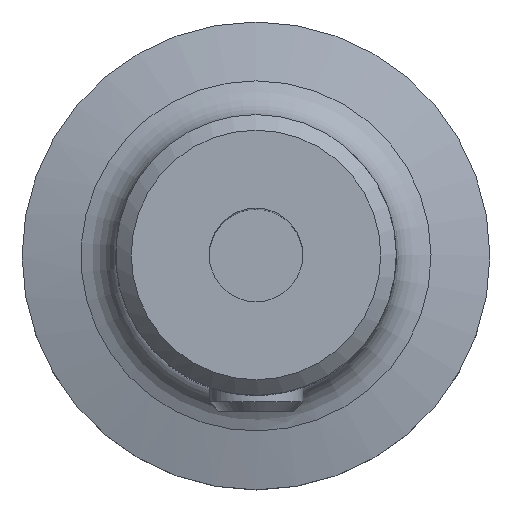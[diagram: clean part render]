
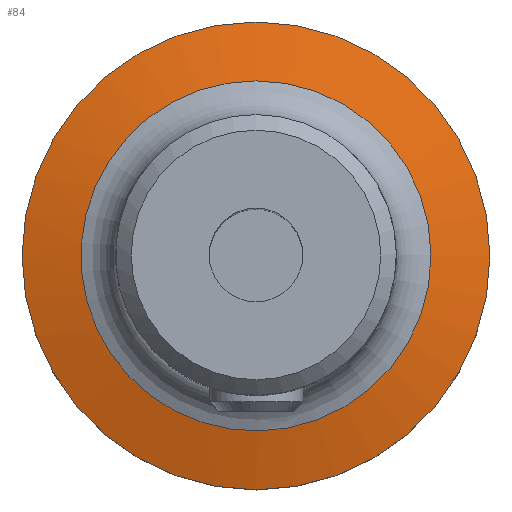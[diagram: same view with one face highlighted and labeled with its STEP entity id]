
A CAD part, top view. The second image highlights one B-rep face of the part: STEP entity #84.
In plain terms, the highlighted conical face has half-angle 75 degrees and reference radius 11.223 mm.
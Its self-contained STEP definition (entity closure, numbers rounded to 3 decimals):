
#44=CONICAL_SURFACE('',#339,11.224,75.);
#84=ADVANCED_FACE('',(#129,#130),#44,.T.);
#129=FACE_BOUND('',#166,.T.);
#130=FACE_BOUND('',#167,.T.);
#166=EDGE_LOOP('',(#215));
#167=EDGE_LOOP('',(#216));
#215=ORIENTED_EDGE('',*,*,#265,.T.);
#216=ORIENTED_EDGE('',*,*,#281,.F.);
#240=VERTEX_POINT('',#450);
#256=VERTEX_POINT('',#524);
#265=EDGE_CURVE('',#240,#240,#293,.T.);
#281=EDGE_CURVE('',#256,#256,#304,.T.);
#293=CIRCLE('',#314,11.224);
#304=CIRCLE('',#334,15.);
#314=AXIS2_PLACEMENT_3D('',#449,#360,#361);
#334=AXIS2_PLACEMENT_3D('',#523,#400,#401);
#339=AXIS2_PLACEMENT_3D('',#673,#410,#411);
#360=DIRECTION('',(0.,0.,-1.));
#361=DIRECTION('',(0.,1.,0.));
#400=DIRECTION('',(0.,0.,-1.));
#401=DIRECTION('',(0.,1.,0.));
#410=DIRECTION('',(0.,0.,-1.));
#411=DIRECTION('',(0.,-1.,0.));
#449=CARTESIAN_POINT('',(0.,0.,6.012));
#450=CARTESIAN_POINT('',(0.,11.224,6.012));
#523=CARTESIAN_POINT('',(0.,0.,5.));
#524=CARTESIAN_POINT('',(0.,15.,5.));
#673=CARTESIAN_POINT('',(0.,0.,6.012));
